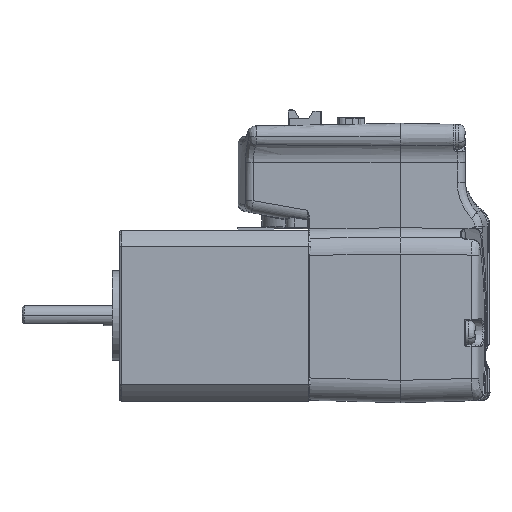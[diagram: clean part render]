
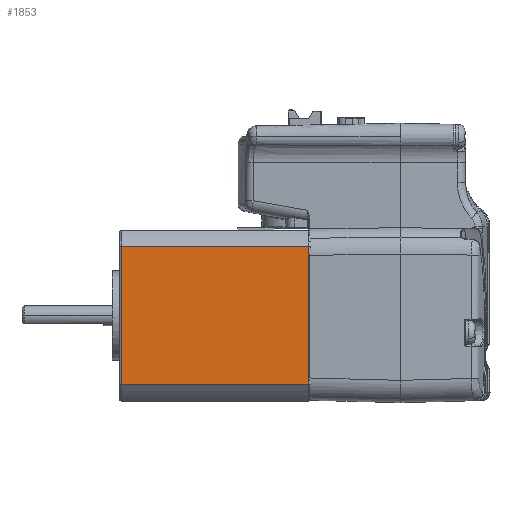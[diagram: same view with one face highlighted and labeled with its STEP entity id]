
A CAD part, left-side view. The second image highlights one B-rep face of the part: STEP entity #1853.
In plain terms, the highlighted planar face has unit normal (-1, 0, 0).
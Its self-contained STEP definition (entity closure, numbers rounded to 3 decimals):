
#1853=ADVANCED_FACE('',(#4762),#4763,.T.);
#4762=FACE_OUTER_BOUND('',#10604,.T.);
#4763=PLANE('',#10605);
#10604=EDGE_LOOP('',(#41045,#41046,#41047,#41048));
#10605=AXIS2_PLACEMENT_3D('',#41049,#41050,#41051);
#41045=ORIENTED_EDGE('',*,*,#62127,.T.);
#41046=ORIENTED_EDGE('',*,*,#62199,.F.);
#41047=ORIENTED_EDGE('',*,*,#62130,.T.);
#41048=ORIENTED_EDGE('',*,*,#62213,.T.);
#41049=CARTESIAN_POINT('',(-210.301,-225.668,-16.971));
#41050=DIRECTION('',(-1.0,0.0,0.0));
#41051=DIRECTION('',(0.0,0.,1.0));
#62127=EDGE_CURVE('',#69439,#69443,#69446,.T.);
#62130=EDGE_CURVE('',#69451,#69449,#69452,.F.);
#62199=EDGE_CURVE('',#69451,#69443,#69565,.F.);
#62213=EDGE_CURVE('',#69449,#69439,#69590,.F.);
#69439=VERTEX_POINT('',#81501);
#69443=VERTEX_POINT('',#81510);
#69446=LINE('',#81518,#81519);
#69449=VERTEX_POINT('',#81523);
#69451=VERTEX_POINT('',#81530);
#69452=LINE('',#81531,#81532);
#69565=LINE('',#81726,#81727);
#69590=LINE('',#81758,#81759);
#81501=CARTESIAN_POINT('',(-210.301,-225.168,-16.971));
#81510=CARTESIAN_POINT('',(-210.301,-225.168,16.971));
#81518=CARTESIAN_POINT('',(-210.301,-225.168,-16.971));
#81519=VECTOR('',#105814,1000.0);
#81523=CARTESIAN_POINT('',(-210.301,-179.168,-16.971));
#81530=CARTESIAN_POINT('',(-210.301,-179.168,16.971));
#81531=CARTESIAN_POINT('',(-210.301,-179.168,-16.971));
#81532=VECTOR('',#105816,1000.0);
#81726=CARTESIAN_POINT('',(-210.301,-225.668,16.971));
#81727=VECTOR('',#105940,1000.0);
#81758=CARTESIAN_POINT('',(-210.301,-225.668,-16.971));
#81759=VECTOR('',#105975,1000.0);
#105814=DIRECTION('',(0.0,0.,1.0));
#105816=DIRECTION('',(0.0,0.,1.0));
#105940=DIRECTION('',(0.,1.0,0.));
#105975=DIRECTION('',(0.0,1.0,0.));
